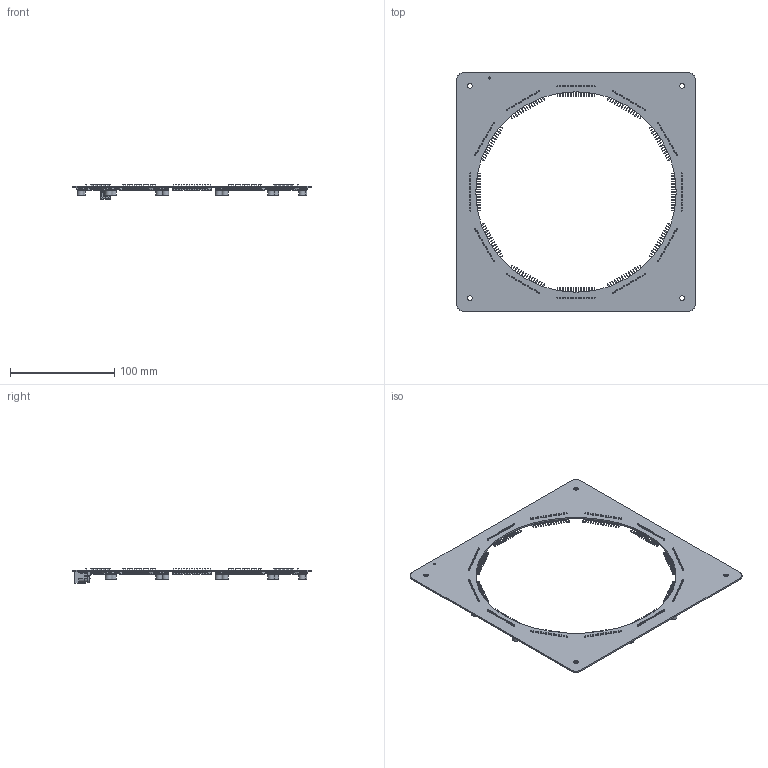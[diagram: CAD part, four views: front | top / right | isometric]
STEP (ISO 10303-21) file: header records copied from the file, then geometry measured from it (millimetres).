
FILE_DESCRIPTION(('KiCad electronic assembly'),'2;1');
FILE_NAME('arena_12-12_G4.1_belt_v0.2.step','2025-07-25T14:44:00',( 'Pcbnew'),('Kicad'),'Open CASCADE STEP processor 7.9', 'KiCad to STEP converter','Unknown');
FILE_SCHEMA(('AUTOMOTIVE_DESIGN { 1 0 10303 214 1 1 1 1 }'));
Length unit declared in the file: millimetre
Products named in the file (6): arena_12-12_G4.1_belt_v0.2 1; CP_Elec_6.3x7.7; C_1210_3225Metric; Same_Sky_PJ-036AH-SMT-TR; PinHeader_1x15_P2.54mm_Horizontal; arena_12-12_G4.1_belt_PCB
Assembly tree (38 placements, depth 2):
  arena_12-12_G4.1_belt_v0.2 1
    CP_Elec_6.3x7.7  x12
    C_1210_3225Metric  x12
    Same_Sky_PJ-036AH-SMT-TR
    PinHeader_1x15_P2.54mm_Horizontal  x12
    arena_12-12_G4.1_belt_PCB
Bounding box: 228.6 x 228.6 x 14 mm (x, y, z)
Volume: 42471.5 mm3; surface area: 65119.5 mm2
Topology: 38 solids, 38 shells, 6259 faces, 15791 edges, 9976 vertices
Faces by surface type: plane 5405, cylinder 720, bspline 68, torus 52, revolution 12, cone 2
Full cylindrical faces by diameter (mm): 1 x180, 2 x1, 4.5 x4, 6.3 x24, 192 x1
Entity records: 37491 total; most frequent: CARTESIAN_POINT 7555, ORIENTED_EDGE 5474, DIRECTION 5266, EDGE_CURVE 2737, LINE 1951, VECTOR 1951, VERTEX_POINT 1759, AXIS2_PLACEMENT_3D 1657
